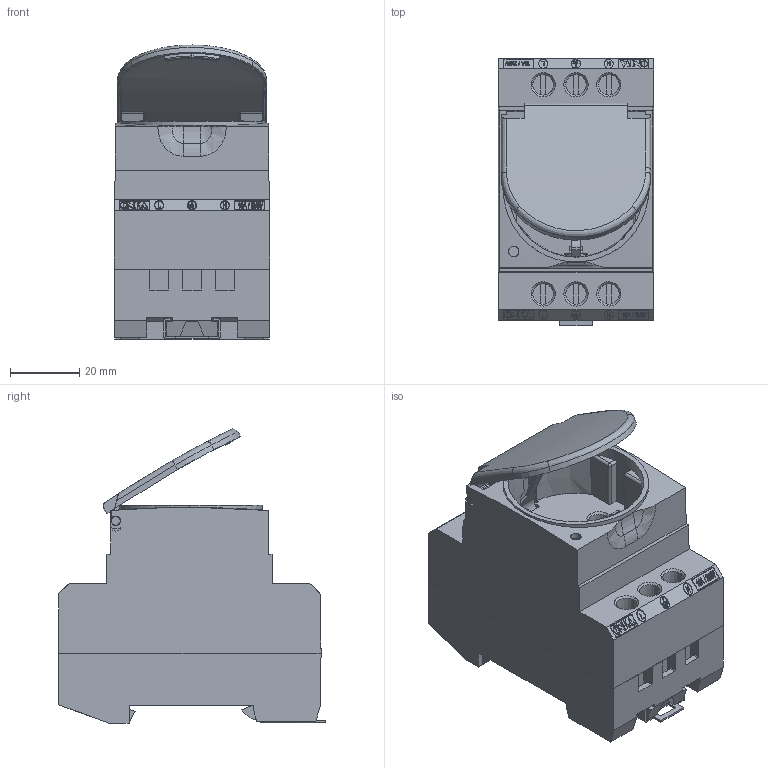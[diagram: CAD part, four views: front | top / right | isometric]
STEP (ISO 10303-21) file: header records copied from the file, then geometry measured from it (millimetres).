
FILE_DESCRIPTION (( 'STEP AP203' ), '1' );
FILE_NAME ('Pano Prizi Çift Giriþli Ledli UPSli -- ONKA - 7167.STEP', '2019-04-16T13:43:37', ( '' ), ( '' ), 'SwSTEP 2.0', 'SolidWorks 2011', '' );
FILE_SCHEMA (( 'CONFIG_CONTROL_DESIGN' ));
Length unit declared in the file: millimetre
Products named in the file (1): Pano Prizi Çift Giriþli Ledli UPSli -- ONKA - 7167
Bounding box: 45 x 77.34 x 85.06 mm (x, y, z)
Volume: 130759 mm3; surface area: 42008.3 mm2
Topology: 1 solids, 7 shells, 1320 faces, 3616 edges, 2396 vertices
Faces by surface type: plane 765, bspline 229, cylinder 191, cone 89, torus 33, sphere 13
Entity records: 66400 total; most frequent: CARTESIAN_POINT 36010, ORIENTED_EDGE 7176, DIRECTION 4684, EDGE_CURVE 3588, VERTEX_POINT 2379, LINE 2236, VECTOR 2236, EDGE_LOOP 1429
